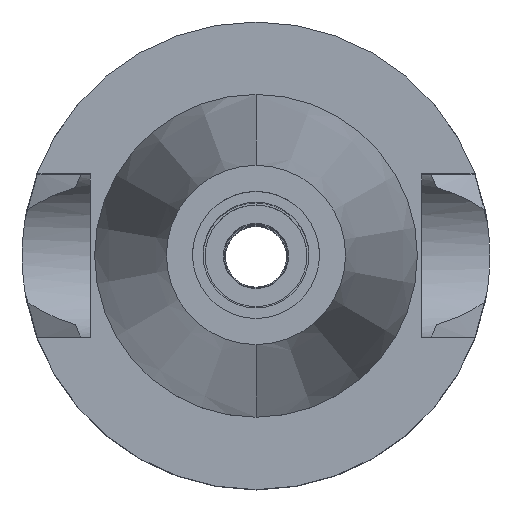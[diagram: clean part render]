
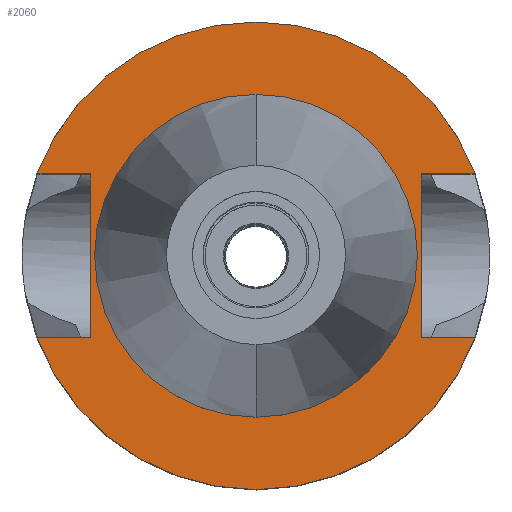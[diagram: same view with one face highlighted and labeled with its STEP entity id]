
A CAD part, top view. The second image highlights one B-rep face of the part: STEP entity #2060.
In plain terms, the highlighted planar face has unit normal (0, 0, 1).
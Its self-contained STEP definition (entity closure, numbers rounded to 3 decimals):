
#844=DIRECTION('',(1.,0.,0.));
#845=VECTOR('',#844,5.245);
#846=CARTESIAN_POINT('',(-21.545,8.05,-1.));
#847=LINE('',#846,#845);
#905=DIRECTION('',(0.,1.,0.));
#906=VECTOR('',#905,16.1);
#907=CARTESIAN_POINT('',(-16.3,-8.05,-1.));
#908=LINE('',#907,#906);
#912=CARTESIAN_POINT('',(0.,0.,-1.));
#913=DIRECTION('',(0.,0.,-1.));
#914=DIRECTION('',(-0.937,0.35,0.));
#915=AXIS2_PLACEMENT_3D('',#912,#913,#914);
#920=CARTESIAN_POINT('',(0.,0.,-1.));
#921=DIRECTION('',(0.,0.,-1.));
#922=DIRECTION('',(0.,1.,0.));
#923=AXIS2_PLACEMENT_3D('',#920,#921,#922);
#928=DIRECTION('',(-1.,0.,0.));
#929=VECTOR('',#928,5.245);
#930=CARTESIAN_POINT('',(21.545,8.05,-1.));
#931=LINE('',#930,#929);
#935=DIRECTION('',(0.,-1.,0.));
#936=VECTOR('',#935,16.1);
#937=CARTESIAN_POINT('',(16.3,8.05,-1.));
#938=LINE('',#937,#936);
#942=CARTESIAN_POINT('',(0.,0.,-1.));
#943=DIRECTION('',(0.,0.,-1.));
#944=DIRECTION('',(0.937,-0.35,0.));
#945=AXIS2_PLACEMENT_3D('',#942,#943,#944);
#950=CARTESIAN_POINT('',(0.,0.,-1.));
#951=DIRECTION('',(0.,0.,-1.));
#952=DIRECTION('',(0.,-1.,0.));
#953=AXIS2_PLACEMENT_3D('',#950,#951,#952);
#958=DIRECTION('',(1.,0.,0.));
#959=VECTOR('',#958,5.245);
#960=CARTESIAN_POINT('',(-21.545,-8.05,-1.));
#961=LINE('',#960,#959);
#965=CARTESIAN_POINT('',(0.,0.,-1.));
#966=DIRECTION('',(0.,0.,1.));
#967=DIRECTION('',(0.,-1.,0.));
#968=AXIS2_PLACEMENT_3D('',#965,#966,#967);
#973=CARTESIAN_POINT('',(0.,0.,-1.));
#974=DIRECTION('',(0.,0.,1.));
#975=DIRECTION('',(0.,1.,0.));
#976=AXIS2_PLACEMENT_3D('',#973,#974,#975);
#1097=DIRECTION('',(-1.,0.,0.));
#1098=VECTOR('',#1097,5.245);
#1099=CARTESIAN_POINT('',(21.545,-8.05,-1.));
#1100=LINE('',#1099,#1098);
#1282=CARTESIAN_POINT('',(-16.3,-8.05,-1.));
#1283=VERTEX_POINT('',#1282);
#1284=CARTESIAN_POINT('',(-21.545,-8.05,-1.));
#1285=VERTEX_POINT('',#1284);
#1286=CARTESIAN_POINT('',(-16.3,8.05,-1.));
#1287=VERTEX_POINT('',#1286);
#1288=CARTESIAN_POINT('',(-21.545,8.05,-1.));
#1289=VERTEX_POINT('',#1288);
#1290=CARTESIAN_POINT('',(0.,23.,-1.));
#1291=CARTESIAN_POINT('',(21.545,8.05,-1.));
#1292=VERTEX_POINT('',#1290);
#1293=VERTEX_POINT('',#1291);
#1294=CARTESIAN_POINT('',(16.3,8.05,-1.));
#1295=VERTEX_POINT('',#1294);
#1296=CARTESIAN_POINT('',(16.3,-8.05,-1.));
#1297=VERTEX_POINT('',#1296);
#1298=CARTESIAN_POINT('',(21.545,-8.05,-1.));
#1299=VERTEX_POINT('',#1298);
#1300=CARTESIAN_POINT('',(0.,-23.,-1.));
#1301=VERTEX_POINT('',#1300);
#1302=CARTESIAN_POINT('',(0.,-15.875,-1.));
#1303=CARTESIAN_POINT('',(0.,15.875,-1.));
#1304=VERTEX_POINT('',#1302);
#1305=VERTEX_POINT('',#1303);
#2032=CARTESIAN_POINT('',(0.,0.,-1.));
#2033=DIRECTION('',(0.,0.,-1.));
#2034=DIRECTION('',(0.,-1.,0.));
#2035=AXIS2_PLACEMENT_3D('',#2032,#2033,#2034);
#2036=PLANE('',#2035);
#2038=ORIENTED_EDGE('',*,*,#2037,.T.);
#2039=ORIENTED_EDGE('',*,*,#1977,.F.);
#2040=ORIENTED_EDGE('',*,*,#1997,.T.);
#2041=ORIENTED_EDGE('',*,*,#1995,.T.);
#2042=ORIENTED_EDGE('',*,*,#2011,.T.);
#2043=ORIENTED_EDGE('',*,*,#2022,.T.);
#2045=ORIENTED_EDGE('',*,*,#2044,.F.);
#2047=ORIENTED_EDGE('',*,*,#2046,.T.);
#2049=ORIENTED_EDGE('',*,*,#2048,.T.);
#2051=ORIENTED_EDGE('',*,*,#2050,.T.);
#2052=EDGE_LOOP('',(#2038,#2039,#2040,#2041,#2042,#2043,#2045,#2047,#2049,
#2051));
#2053=FACE_OUTER_BOUND('',#2052,.F.);
#2055=ORIENTED_EDGE('',*,*,#2054,.T.);
#2057=ORIENTED_EDGE('',*,*,#2056,.T.);
#2058=EDGE_LOOP('',(#2055,#2057));
#2059=FACE_BOUND('',#2058,.F.);
#916=CIRCLE('',#915,23.);
#924=CIRCLE('',#923,23.);
#946=CIRCLE('',#945,23.);
#954=CIRCLE('',#953,23.);
#969=CIRCLE('',#968,15.875);
#977=CIRCLE('',#976,15.875);
#1977=EDGE_CURVE('',#1289,#1287,#847,.T.);
#1995=EDGE_CURVE('',#1292,#1293,#924,.T.);
#1997=EDGE_CURVE('',#1289,#1292,#916,.T.);
#2011=EDGE_CURVE('',#1293,#1295,#931,.T.);
#2022=EDGE_CURVE('',#1295,#1297,#938,.T.);
#2037=EDGE_CURVE('',#1283,#1287,#908,.T.);
#2044=EDGE_CURVE('',#1299,#1297,#1100,.T.);
#2046=EDGE_CURVE('',#1299,#1301,#946,.T.);
#2048=EDGE_CURVE('',#1301,#1285,#954,.T.);
#2050=EDGE_CURVE('',#1285,#1283,#961,.T.);
#2054=EDGE_CURVE('',#1304,#1305,#969,.T.);
#2056=EDGE_CURVE('',#1305,#1304,#977,.T.);
#2060=ADVANCED_FACE('',(#2053,#2059),#2036,.F.);
